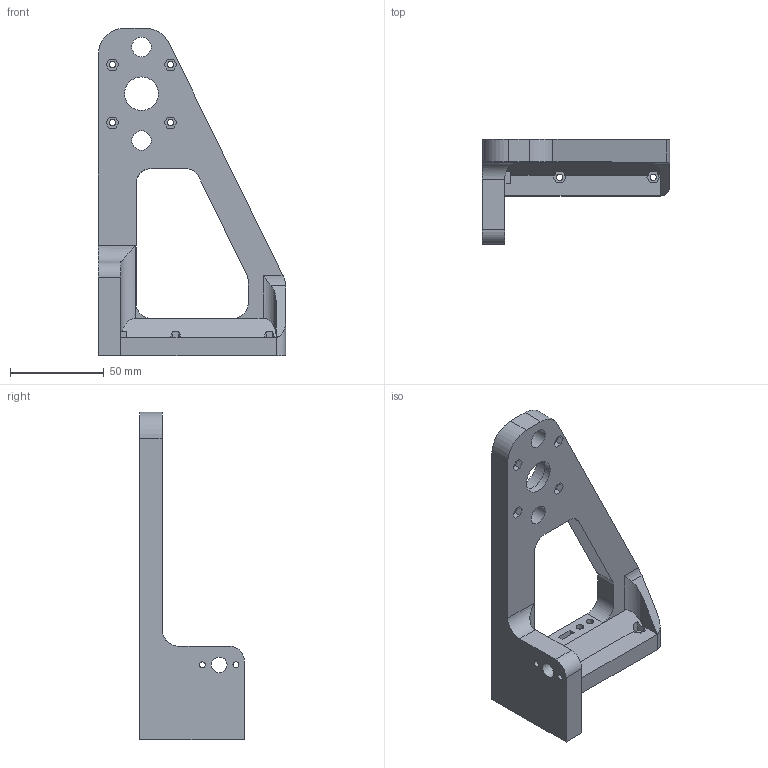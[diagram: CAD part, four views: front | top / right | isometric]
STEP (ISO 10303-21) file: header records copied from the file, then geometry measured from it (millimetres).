
FILE_DESCRIPTION(('FreeCAD Model'),'2;1');
FILE_NAME( 'lateral derecho.step', '2018-02-12T08:15:35',('Author'),(''), 'Open CASCADE STEP processor 6.8','FreeCAD','Unknown');
FILE_SCHEMA(('AUTOMOTIVE_DESIGN_CC2 { 1 2 10303 214 -1 1 5 4 }'));
Length unit declared in the file: millimetre
Products named in the file (2): ASSEMBLY; Lateral_dcho
Assembly tree (1 placements, depth 2):
  ASSEMBLY
    Lateral_dcho
Bounding box: 100 x 56 x 175 mm (x, y, z)
Volume: 146010.9 mm3; surface area: 38790.2 mm2
Topology: 1 solids, 1 shells, 127 faces, 335 edges, 222 vertices
Faces by surface type: plane 94, cylinder 33
Full cylindrical faces by diameter (mm): 3.2 x2, 3.4 x8, 4 x4, 8.4 x1, 10.4 x2, 18 x1, 22.8 x1
Entity records: 9643 total; most frequent: CARTESIAN_POINT 2854, DIRECTION 1243, LINE 823, VECTOR 823, ORIENTED_EDGE 670, PCURVE 670, DEFINITIONAL_REPRESENTATION 670, EDGE_CURVE 335
